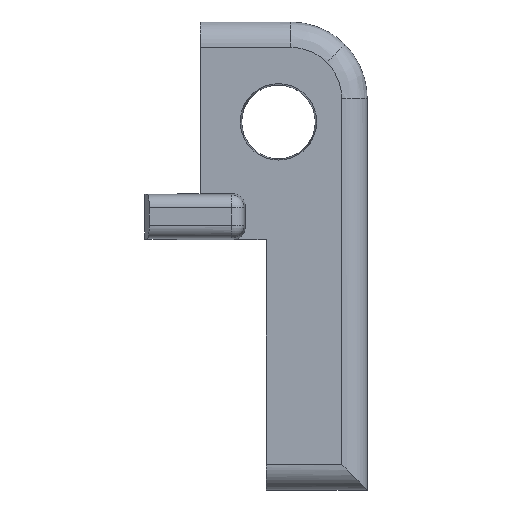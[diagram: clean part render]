
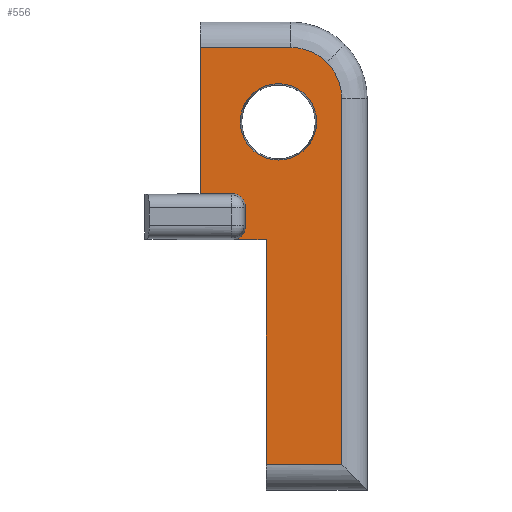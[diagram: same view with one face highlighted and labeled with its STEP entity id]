
A CAD part, top view. The second image highlights one B-rep face of the part: STEP entity #556.
In plain terms, the highlighted planar face has unit normal (0, 0, 1).
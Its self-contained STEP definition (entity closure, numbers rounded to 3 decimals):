
#17 = CARTESIAN_POINT ( 'NONE',  ( 63.982, 53.439, 3. ) ) ;
#32 = LINE ( 'NONE', #1204, #1158 ) ;
#40 = VERTEX_POINT ( 'NONE', #590 ) ;
#41 = ORIENTED_EDGE ( 'NONE', *, *, #997, .F. ) ;
#49 = ORIENTED_EDGE ( 'NONE', *, *, #1213, .T. ) ;
#72 = CARTESIAN_POINT ( 'NONE',  ( 59.7, 47.875, 3. ) ) ;
#75 = CARTESIAN_POINT ( 'NONE',  ( 62.52, 55.421, 3. ) ) ;
#81 = VERTEX_POINT ( 'NONE', #72 ) ;
#89 = CARTESIAN_POINT ( 'NONE',  ( 61.015, 53.444, 3. ) ) ;
#94 = CARTESIAN_POINT ( 'NONE',  ( 63.982, 53.422, 3. ) ) ;
#132 = VECTOR ( 'NONE', #238, 1000. ) ;
#135 = VERTEX_POINT ( 'NONE', #1336 ) ;
#148 = CARTESIAN_POINT ( 'NONE',  ( 61.5, 52.5, 3. ) ) ;
#153 = EDGE_CURVE ( 'NONE', #771, #737, #542, .T. ) ;
#156 = VERTEX_POINT ( 'NONE', #418 ) ;
#159 = DIRECTION ( 'NONE',  ( 1., 0., 0. ) ) ;
#165 = VECTOR ( 'NONE', #538, 1000. ) ;
#172 = LINE ( 'NONE', #937, #1242 ) ;
#181 = VERTEX_POINT ( 'NONE', #907 ) ;
#195 = CARTESIAN_POINT ( 'NONE',  ( 60.2, 49.675, 3. ) ) ;
#217 = CARTESIAN_POINT ( 'NONE',  ( 59.7, 47.875, 3. ) ) ;
#233 = CARTESIAN_POINT ( 'NONE',  ( 63.982, 53.422, 3. ) ) ;
#238 = DIRECTION ( 'NONE',  ( 0., -1., 0. ) ) ;
#264 = DIRECTION ( 'NONE',  ( 1., 0., 0. ) ) ;
#270 = EDGE_CURVE ( 'NONE', #181, #658, #1028, .T. ) ;
#287 = CARTESIAN_POINT ( 'NONE',  ( 63.982, 39.048, 3. ) ) ;
#289 = ORIENTED_EDGE ( 'NONE', *, *, #643, .T. ) ;
#296 = EDGE_CURVE ( 'NONE', #1161, #771, #984, .T. ) ;
#309 = DIRECTION ( 'NONE',  ( 0., -1., 0. ) ) ;
#310 = CARTESIAN_POINT ( 'NONE',  ( 60.2, 48.375, 3. ) ) ;
#332 = CARTESIAN_POINT ( 'NONE',  ( 58.42, 55.421, 3. ) ) ;
#366 = EDGE_LOOP ( 'NONE', ( #1077, #851, #415, #1033, #881, #743, #289, #1194, #634, #927, #49, #1261 ) ) ;
#391 =( BOUNDED_CURVE ( )  B_SPLINE_CURVE ( 3, ( #499, #1104, #75, #801 ),
 .UNSPECIFIED., .F., .F. ) 
 B_SPLINE_CURVE_WITH_KNOTS ( ( 4, 4 ),
 ( 0., 0.785 ),
 .UNSPECIFIED. ) 
 CURVE ( )  GEOMETRIC_REPRESENTATION_ITEM ( )  RATIONAL_B_SPLINE_CURVE ( ( 1., 0.949, 0.949, 1. ) ) 
 REPRESENTATION_ITEM ( '' )  );
#412 = EDGE_CURVE ( 'NONE', #135, #724, #435, .T. ) ;
#415 = ORIENTED_EDGE ( 'NONE', *, *, #819, .T. ) ;
#416 = LINE ( 'NONE', #195, #132 ) ;
#418 = CARTESIAN_POINT ( 'NONE',  ( 60.2, 49.175, 3. ) ) ;
#435 = LINE ( 'NONE', #89, #1216 ) ;
#440 = DIRECTION ( 'NONE',  ( 0., 0., 1. ) ) ;
#444 =( BOUNDED_CURVE ( )  B_SPLINE_CURVE ( 3, ( #310, #1034, #825, #217 ),
 .UNSPECIFIED., .F., .T. ) 
 B_SPLINE_CURVE_WITH_KNOTS ( ( 4, 4 ),
 ( 5.498, 7.068 ),
 .UNSPECIFIED. ) 
 CURVE ( )  GEOMETRIC_REPRESENTATION_ITEM ( )  RATIONAL_B_SPLINE_CURVE ( ( 1., 0.805, 0.805, 1. ) ) 
 REPRESENTATION_ITEM ( '' )  );
#480 = EDGE_CURVE ( 'NONE', #40, #156, #674, .T. ) ;
#494 = CARTESIAN_POINT ( 'NONE',  ( 60.2, 49.468, 3. ) ) ;
#499 = CARTESIAN_POINT ( 'NONE',  ( 63.397, 54.836, 3. ) ) ;
#533 = VECTOR ( 'NONE', #1210, 1000. ) ;
#538 = DIRECTION ( 'NONE',  ( 0., 1., 0. ) ) ;
#540 = VECTOR ( 'NONE', #1091, 1000. ) ;
#542 =( BOUNDED_CURVE ( )  B_SPLINE_CURVE ( 3, ( #94, #1340, #720, #818 ),
 .UNSPECIFIED., .F., .T. ) 
 B_SPLINE_CURVE_WITH_KNOTS ( ( 4, 4 ),
 ( 5.498, 6.283 ),
 .UNSPECIFIED. ) 
 CURVE ( )  GEOMETRIC_REPRESENTATION_ITEM ( )  RATIONAL_B_SPLINE_CURVE ( ( 1., 0.949, 0.949, 1. ) ) 
 REPRESENTATION_ITEM ( '' )  );
#546 = FACE_BOUND ( 'NONE', #826, .T. ) ;
#556 = ADVANCED_FACE ( 'NONE', ( #1334, #546 ), #821, .T. ) ;
#580 = CARTESIAN_POINT ( 'NONE',  ( 62.035, 47.875, 3. ) ) ;
#581 = DIRECTION ( 'NONE',  ( -1., 0., 0. ) ) ;
#589 = VERTEX_POINT ( 'NONE', #1007 ) ;
#590 = CARTESIAN_POINT ( 'NONE',  ( 59.7, 49.675, 3. ) ) ;
#597 = ORIENTED_EDGE ( 'NONE', *, *, #270, .F. ) ;
#606 = CARTESIAN_POINT ( 'NONE',  ( 59.993, 49.675, 3. ) ) ;
#634 = ORIENTED_EDGE ( 'NONE', *, *, #1084, .T. ) ;
#643 = EDGE_CURVE ( 'NONE', #156, #922, #416, .T. ) ;
#658 = VERTEX_POINT ( 'NONE', #1153 ) ;
#674 =( BOUNDED_CURVE ( )  B_SPLINE_CURVE ( 3, ( #811, #606, #494, #1108 ),
 .UNSPECIFIED., .F., .F. ) 
 B_SPLINE_CURVE_WITH_KNOTS ( ( 4, 4 ),
 ( 5.498, 7.068 ),
 .UNSPECIFIED. ) 
 CURVE ( )  GEOMETRIC_REPRESENTATION_ITEM ( )  RATIONAL_B_SPLINE_CURVE ( ( 1., 0.805, 0.805, 1. ) ) 
 REPRESENTATION_ITEM ( '' )  );
#701 = CARTESIAN_POINT ( 'NONE',  ( 63.397, 54.836, 3. ) ) ;
#720 = CARTESIAN_POINT ( 'NONE',  ( 63.777, 54.456, 3. ) ) ;
#722 = DIRECTION ( 'NONE',  ( 1., 0., 0. ) ) ;
#724 = VERTEX_POINT ( 'NONE', #1039 ) ;
#737 = VERTEX_POINT ( 'NONE', #701 ) ;
#743 = ORIENTED_EDGE ( 'NONE', *, *, #480, .T. ) ;
#750 = EDGE_CURVE ( 'NONE', #922, #81, #444, .T. ) ;
#771 = VERTEX_POINT ( 'NONE', #233 ) ;
#801 = CARTESIAN_POINT ( 'NONE',  ( 61.983, 55.421, 3. ) ) ;
#802 = LINE ( 'NONE', #580, #540 ) ;
#803 = CARTESIAN_POINT ( 'NONE',  ( 60.2, 48.375, 3. ) ) ;
#811 = CARTESIAN_POINT ( 'NONE',  ( 59.7, 49.675, 3. ) ) ;
#818 = CARTESIAN_POINT ( 'NONE',  ( 63.397, 54.836, 3. ) ) ;
#819 = EDGE_CURVE ( 'NONE', #589, #954, #32, .T. ) ;
#821 = PLANE ( 'NONE',  #1331 ) ;
#825 = CARTESIAN_POINT ( 'NONE',  ( 59.993, 47.875, 3. ) ) ;
#826 = EDGE_LOOP ( 'NONE', ( #597, #41 ) ) ;
#851 = ORIENTED_EDGE ( 'NONE', *, *, #1165, .T. ) ;
#853 = CIRCLE ( 'NONE', #1064, 1.5 ) ;
#857 = DIRECTION ( 'NONE',  ( 0., 0., 1. ) ) ;
#868 = CARTESIAN_POINT ( 'NONE',  ( 62.035, 39.048, 3. ) ) ;
#873 = CARTESIAN_POINT ( 'NONE',  ( 58.42, 49.675, 3. ) ) ;
#881 = ORIENTED_EDGE ( 'NONE', *, *, #1291, .T. ) ;
#907 = CARTESIAN_POINT ( 'NONE',  ( 63., 52.5, 3. ) ) ;
#922 = VERTEX_POINT ( 'NONE', #803 ) ;
#923 = DIRECTION ( 'NONE',  ( 0., -1., 0. ) ) ;
#924 = EDGE_CURVE ( 'NONE', #954, #1273, #172, .T. ) ;
#925 = AXIS2_PLACEMENT_3D ( 'NONE', #938, #440, #1147 ) ;
#927 = ORIENTED_EDGE ( 'NONE', *, *, #412, .T. ) ;
#937 = CARTESIAN_POINT ( 'NONE',  ( 58.42, 53.444, 3. ) ) ;
#938 = CARTESIAN_POINT ( 'NONE',  ( 61.5, 52.5, 3. ) ) ;
#954 = VERTEX_POINT ( 'NONE', #332 ) ;
#984 = LINE ( 'NONE', #17, #165 ) ;
#997 = EDGE_CURVE ( 'NONE', #658, #181, #853, .T. ) ;
#1007 = CARTESIAN_POINT ( 'NONE',  ( 61.983, 55.421, 3. ) ) ;
#1028 = CIRCLE ( 'NONE', #925, 1.5 ) ;
#1033 = ORIENTED_EDGE ( 'NONE', *, *, #924, .T. ) ;
#1034 = CARTESIAN_POINT ( 'NONE',  ( 60.2, 48.082, 3. ) ) ;
#1036 = LINE ( 'NONE', #873, #533 ) ;
#1039 = CARTESIAN_POINT ( 'NONE',  ( 61.015, 39.048, 3. ) ) ;
#1064 = AXIS2_PLACEMENT_3D ( 'NONE', #148, #857, #264 ) ;
#1077 = ORIENTED_EDGE ( 'NONE', *, *, #153, .T. ) ;
#1084 = EDGE_CURVE ( 'NONE', #81, #135, #802, .T. ) ;
#1091 = DIRECTION ( 'NONE',  ( 1., 0., 0. ) ) ;
#1097 = CARTESIAN_POINT ( 'NONE',  ( 58.42, 49.675, 3. ) ) ;
#1104 = CARTESIAN_POINT ( 'NONE',  ( 63.017, 55.216, 3. ) ) ;
#1108 = CARTESIAN_POINT ( 'NONE',  ( 60.2, 49.175, 3. ) ) ;
#1129 = DIRECTION ( 'NONE',  ( 0., 0., 1. ) ) ;
#1131 = CARTESIAN_POINT ( 'NONE',  ( 62.035, 53.444, 3. ) ) ;
#1147 = DIRECTION ( 'NONE',  ( 1., 0., 0. ) ) ;
#1153 = CARTESIAN_POINT ( 'NONE',  ( 60., 52.5, 3. ) ) ;
#1158 = VECTOR ( 'NONE', #581, 1000. ) ;
#1161 = VERTEX_POINT ( 'NONE', #287 ) ;
#1165 = EDGE_CURVE ( 'NONE', #737, #589, #391, .T. ) ;
#1194 = ORIENTED_EDGE ( 'NONE', *, *, #750, .T. ) ;
#1197 = VECTOR ( 'NONE', #159, 1000. ) ;
#1204 = CARTESIAN_POINT ( 'NONE',  ( 58.42, 55.421, 3. ) ) ;
#1210 = DIRECTION ( 'NONE',  ( 1., 0., 0. ) ) ;
#1213 = EDGE_CURVE ( 'NONE', #724, #1161, #1235, .T. ) ;
#1216 = VECTOR ( 'NONE', #309, 1000. ) ;
#1235 = LINE ( 'NONE', #868, #1197 ) ;
#1242 = VECTOR ( 'NONE', #923, 1000. ) ;
#1261 = ORIENTED_EDGE ( 'NONE', *, *, #296, .T. ) ;
#1273 = VERTEX_POINT ( 'NONE', #1097 ) ;
#1291 = EDGE_CURVE ( 'NONE', #1273, #40, #1036, .T. ) ;
#1331 = AXIS2_PLACEMENT_3D ( 'NONE', #1131, #1129, #722 ) ;
#1334 = FACE_OUTER_BOUND ( 'NONE', #366, .T. ) ;
#1336 = CARTESIAN_POINT ( 'NONE',  ( 61.015, 47.875, 3. ) ) ;
#1340 = CARTESIAN_POINT ( 'NONE',  ( 63.982, 53.959, 3. ) ) ;
